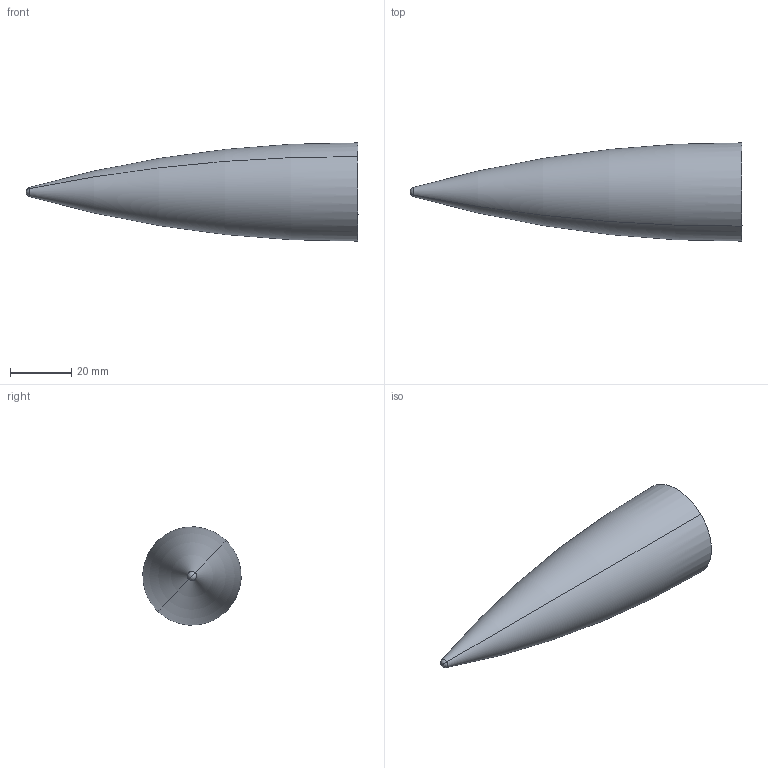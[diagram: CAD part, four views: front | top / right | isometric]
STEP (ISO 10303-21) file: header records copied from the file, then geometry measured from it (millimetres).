
FILE_DESCRIPTION(('STEP AP214'),'1');
FILE_NAME('Ogive.stp','2023-11-18T09:08:31',(' '),(' '),'Spatial InterOp 3D',' ',' ');
FILE_SCHEMA(('AUTOMOTIVE_DESIGN { 1 0 10303 214 1 1 1 1 }'));
Length unit declared in the file: metre
Products named in the file (2): Ogive
Assembly tree (1 placements, depth 2):
  Ogive
    Ogive
Bounding box: 108 x 31.92 x 31.92 mm (x, y, z)
Volume: 9984.2 mm3; surface area: 15858.6 mm2
Topology: 1 solids, 1 shells, 31 faces, 78 edges, 53 vertices
Faces by surface type: cylinder 18, plane 5, torus 4, bspline 2, sphere 2
Entity records: 8995 total; most frequent: CARTESIAN_POINT 8243, ORIENTED_EDGE 156, DIRECTION 130, EDGE_CURVE 78, AXIS2_PLACEMENT_3D 57, VERTEX_POINT 53, B_SPLINE_CURVE_WITH_KNOTS 36, EDGE_LOOP 35
